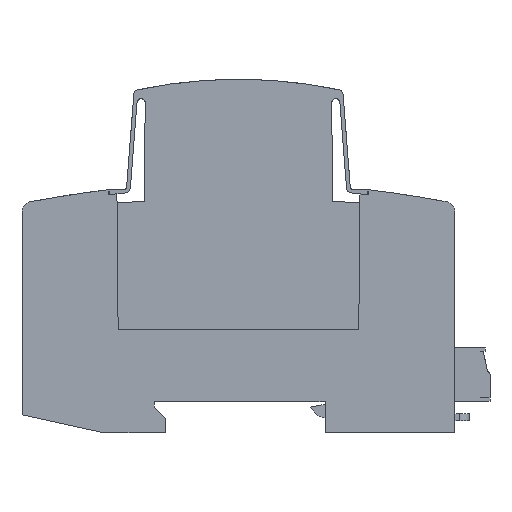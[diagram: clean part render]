
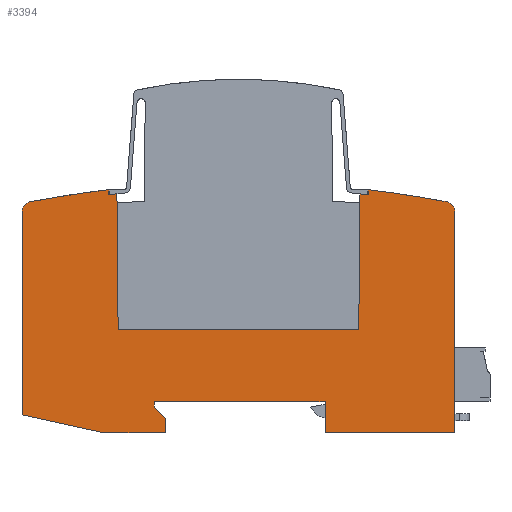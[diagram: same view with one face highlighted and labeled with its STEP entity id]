
A CAD part, left-side view. The second image highlights one B-rep face of the part: STEP entity #3394.
In plain terms, the highlighted planar face has unit normal (-1, 0, 0).
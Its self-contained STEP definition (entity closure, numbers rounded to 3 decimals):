
#3394=ADVANCED_FACE('',(#6868),#6869,.F.);
#6868=FACE_OUTER_BOUND('',#10777,.T.);
#6869=PLANE('',#10778);
#10777=EDGE_LOOP('',(#21992,#21993,#21994,#21995,#21996,#21997,#21998,#21999,#22000,#22001,#22002,#22003,#22004,#22005,#22006,#22007,#22008,#22009,#22010,#22011,#22012,#22013,#22014,#22015,#22016));
#10778=AXIS2_PLACEMENT_3D('',#22017,#22018,#22019);
#21992=ORIENTED_EDGE('',*,*,#25697,.F.);
#21993=ORIENTED_EDGE('',*,*,#27420,.T.);
#21994=ORIENTED_EDGE('',*,*,#25679,.F.);
#21995=ORIENTED_EDGE('',*,*,#27424,.T.);
#21996=ORIENTED_EDGE('',*,*,#27428,.T.);
#21997=ORIENTED_EDGE('',*,*,#27432,.F.);
#21998=ORIENTED_EDGE('',*,*,#27436,.F.);
#21999=ORIENTED_EDGE('',*,*,#27440,.F.);
#22000=ORIENTED_EDGE('',*,*,#27444,.F.);
#22001=ORIENTED_EDGE('',*,*,#27448,.F.);
#22002=ORIENTED_EDGE('',*,*,#27452,.F.);
#22003=ORIENTED_EDGE('',*,*,#27456,.F.);
#22004=ORIENTED_EDGE('',*,*,#27460,.F.);
#22005=ORIENTED_EDGE('',*,*,#27463,.F.);
#22006=ORIENTED_EDGE('',*,*,#24060,.F.);
#22007=ORIENTED_EDGE('',*,*,#27466,.F.);
#22008=ORIENTED_EDGE('',*,*,#24409,.F.);
#22009=ORIENTED_EDGE('',*,*,#27470,.F.);
#22010=ORIENTED_EDGE('',*,*,#27474,.F.);
#22011=ORIENTED_EDGE('',*,*,#27478,.T.);
#22012=ORIENTED_EDGE('',*,*,#27482,.T.);
#22013=ORIENTED_EDGE('',*,*,#27486,.F.);
#22014=ORIENTED_EDGE('',*,*,#27490,.F.);
#22015=ORIENTED_EDGE('',*,*,#27493,.F.);
#22016=ORIENTED_EDGE('',*,*,#27496,.T.);
#22017=CARTESIAN_POINT('',(-36.0,44.676,22.202));
#22018=DIRECTION('',(1.0,0.0,0.));
#22019=DIRECTION('',(0.,0.0,-1.0));
#24060=EDGE_CURVE('',#30900,#30902,#30903,.T.);
#24409=EDGE_CURVE('',#31475,#31477,#31478,.T.);
#25679=EDGE_CURVE('',#33277,#33279,#33280,.T.);
#25697=EDGE_CURVE('',#33311,#33313,#33314,.T.);
#27420=EDGE_CURVE('',#33311,#33279,#35692,.T.);
#27424=EDGE_CURVE('',#33277,#35696,#35698,.T.);
#27428=EDGE_CURVE('',#35696,#35702,#35704,.T.);
#27432=EDGE_CURVE('',#35708,#35702,#35710,.T.);
#27436=EDGE_CURVE('',#35714,#35708,#35716,.T.);
#27440=EDGE_CURVE('',#35720,#35714,#35722,.T.);
#27444=EDGE_CURVE('',#35726,#35720,#35728,.T.);
#27448=EDGE_CURVE('',#35732,#35726,#35734,.T.);
#27452=EDGE_CURVE('',#35738,#35732,#35740,.T.);
#27456=EDGE_CURVE('',#35744,#35738,#35746,.T.);
#27460=EDGE_CURVE('',#35750,#35744,#35752,.T.);
#27463=EDGE_CURVE('',#30902,#35750,#35755,.T.);
#27466=EDGE_CURVE('',#31477,#30900,#35758,.T.);
#27470=EDGE_CURVE('',#35762,#31475,#35764,.T.);
#27474=EDGE_CURVE('',#35768,#35762,#35770,.T.);
#27478=EDGE_CURVE('',#35768,#35774,#35776,.T.);
#27482=EDGE_CURVE('',#35774,#35780,#35782,.T.);
#27486=EDGE_CURVE('',#35786,#35780,#35788,.T.);
#27490=EDGE_CURVE('',#35792,#35786,#35794,.T.);
#27493=EDGE_CURVE('',#35796,#35792,#35798,.T.);
#27496=EDGE_CURVE('',#35796,#33313,#35801,.T.);
#30900=VERTEX_POINT('',#44096);
#30902=VERTEX_POINT('',#44099);
#30903=LINE('',#44100,#44101);
#31475=VERTEX_POINT('',#45340);
#31477=VERTEX_POINT('',#45343);
#31478=LINE('',#45344,#45345);
#33277=VERTEX_POINT('',#48278);
#33279=VERTEX_POINT('',#48281);
#33280=LINE('',#48282,#48283);
#33311=VERTEX_POINT('',#48329);
#33313=VERTEX_POINT('',#48332);
#33314=LINE('',#48333,#48334);
#35692=LINE('',#52270,#52271);
#35696=VERTEX_POINT('',#52276);
#35698=LINE('',#52279,#52280);
#35702=VERTEX_POINT('',#52285);
#35704=LINE('',#52288,#52289);
#35708=VERTEX_POINT('',#52293);
#35710=CIRCLE('',#52296,230.);
#35714=VERTEX_POINT('',#52300);
#35716=CIRCLE('',#52303,2.);
#35720=VERTEX_POINT('',#52308);
#35722=LINE('',#52311,#52312);
#35726=VERTEX_POINT('',#52317);
#35728=LINE('',#52320,#52321);
#35732=VERTEX_POINT('',#52326);
#35734=LINE('',#52329,#52330);
#35738=VERTEX_POINT('',#52335);
#35740=LINE('',#52338,#52339);
#35744=VERTEX_POINT('',#52344);
#35746=LINE('',#52347,#52348);
#35750=VERTEX_POINT('',#52353);
#35752=LINE('',#52356,#52357);
#35755=LINE('',#52361,#52362);
#35758=LINE('',#52366,#52367);
#35762=VERTEX_POINT('',#52371);
#35764=CIRCLE('',#52374,2.);
#35768=VERTEX_POINT('',#52378);
#35770=CIRCLE('',#52381,230.);
#35774=VERTEX_POINT('',#52386);
#35776=LINE('',#52389,#52390);
#35780=VERTEX_POINT('',#52395);
#35782=LINE('',#52398,#52399);
#35786=VERTEX_POINT('',#52404);
#35788=LINE('',#52407,#52408);
#35792=VERTEX_POINT('',#52413);
#35794=LINE('',#52416,#52417);
#35796=VERTEX_POINT('',#52419);
#35798=LINE('',#52422,#52423);
#35801=LINE('',#52427,#52428);
#44096=CARTESIAN_POINT('',(-36.0,27.0,0.));
#44099=CARTESIAN_POINT('',(-36.0,27.0,6.5));
#44100=CARTESIAN_POINT('',(-36.0,27.0,0.));
#44101=VECTOR('',#55374,1.0);
#45340=CARTESIAN_POINT('',(-36.0,0.0,46.028));
#45343=CARTESIAN_POINT('',(-36.0,0.0,0.));
#45344=CARTESIAN_POINT('',(-36.0,0.0,46.028));
#45345=VECTOR('',#55631,1.0);
#48278=CARTESIAN_POINT('',(-36.0,72.0,49.5));
#48281=CARTESIAN_POINT('',(-36.0,70.26,49.676));
#48282=CARTESIAN_POINT('',(-36.0,72.0,49.5));
#48283=VECTOR('',#56848,1.0);
#48329=CARTESIAN_POINT('',(-36.0,70.26,49.26));
#48332=CARTESIAN_POINT('',(-36.0,70.018,21.5));
#48333=CARTESIAN_POINT('',(-36.0,70.26,49.26));
#48334=VECTOR('',#56865,1.0);
#52270=CARTESIAN_POINT('',(-36.0,70.26,49.26));
#52271=VECTOR('',#58577,1.0);
#52276=CARTESIAN_POINT('',(-36.0,72.0,50.5));
#52279=CARTESIAN_POINT('',(-36.0,72.0,49.5));
#52280=VECTOR('',#58580,1.0);
#52285=CARTESIAN_POINT('',(-36.0,72.25,50.5));
#52288=CARTESIAN_POINT('',(-36.0,72.0,50.5));
#52289=VECTOR('',#58583,1.0);
#52293=CARTESIAN_POINT('',(-36.0,88.377,47.993));
#52296=AXIS2_PLACEMENT_3D('',#58588,#58589,#58590);
#52300=CARTESIAN_POINT('',(-36.0,90.0,46.028));
#52303=AXIS2_PLACEMENT_3D('',#58595,#58596,#58597);
#52308=CARTESIAN_POINT('',(-36.0,90.0,3.719));
#52311=CARTESIAN_POINT('',(-36.0,90.0,3.719));
#52312=VECTOR('',#58600,1.0);
#52317=CARTESIAN_POINT('',(-36.0,73.0,0.));
#52320=CARTESIAN_POINT('',(-36.0,73.0,0.));
#52321=VECTOR('',#58603,1.0);
#52326=CARTESIAN_POINT('',(-36.0,60.2,0.));
#52329=CARTESIAN_POINT('',(-36.0,60.2,0.));
#52330=VECTOR('',#58606,1.0);
#52335=CARTESIAN_POINT('',(-36.0,60.2,3.));
#52338=CARTESIAN_POINT('',(-36.0,60.2,3.));
#52339=VECTOR('',#58609,1.0);
#52344=CARTESIAN_POINT('',(-36.0,62.5,5.3));
#52347=CARTESIAN_POINT('',(-36.0,62.5,5.3));
#52348=VECTOR('',#58612,1.0);
#52353=CARTESIAN_POINT('',(-36.0,62.5,6.5));
#52356=CARTESIAN_POINT('',(-36.0,62.5,6.5));
#52357=VECTOR('',#58615,1.0);
#52361=CARTESIAN_POINT('',(-36.0,27.0,6.5));
#52362=VECTOR('',#58617,1.0);
#52366=CARTESIAN_POINT('',(-36.0,0.0,0.));
#52367=VECTOR('',#58619,1.0);
#52371=CARTESIAN_POINT('',(-36.0,1.623,47.993));
#52374=AXIS2_PLACEMENT_3D('',#58624,#58625,#58626);
#52378=CARTESIAN_POINT('',(-36.0,17.75,50.5));
#52381=AXIS2_PLACEMENT_3D('',#58631,#58632,#58633);
#52386=CARTESIAN_POINT('',(-36.0,18.0,50.5));
#52389=CARTESIAN_POINT('',(-36.0,17.75,50.5));
#52390=VECTOR('',#58636,1.0);
#52395=CARTESIAN_POINT('',(-36.0,18.0,49.5));
#52398=CARTESIAN_POINT('',(-36.0,18.0,50.5));
#52399=VECTOR('',#58639,1.0);
#52404=CARTESIAN_POINT('',(-36.0,19.74,49.67));
#52407=CARTESIAN_POINT('',(-36.0,19.74,49.67));
#52408=VECTOR('',#58642,1.0);
#52413=CARTESIAN_POINT('',(-36.0,19.74,49.26));
#52416=CARTESIAN_POINT('',(-36.0,19.74,49.26));
#52417=VECTOR('',#58645,1.0);
#52419=CARTESIAN_POINT('',(-36.0,19.982,21.5));
#52422=CARTESIAN_POINT('',(-36.0,19.982,21.5));
#52423=VECTOR('',#58647,1.0);
#52427=CARTESIAN_POINT('',(-36.0,19.982,21.5));
#52428=VECTOR('',#58649,1.0);
#55374=DIRECTION('',(0.,0.0,1.0));
#55631=DIRECTION('',(0.,0.0,-1.0));
#56848=DIRECTION('',(0.,-0.995,0.101));
#56865=DIRECTION('',(0.,-0.009,-1.));
#58577=DIRECTION('',(0.,0.0,1.0));
#58580=DIRECTION('',(0.,0.0,1.0));
#58583=DIRECTION('',(0.0,1.0,0.0));
#58588=CARTESIAN_POINT('',(-36.0,45.,-177.88));
#58589=DIRECTION('',(1.0,0.0,0.));
#58590=DIRECTION('',(0.,0.0,-1.0));
#58595=CARTESIAN_POINT('',(-36.0,88.,46.028));
#58596=DIRECTION('',(1.0,0.0,0.));
#58597=DIRECTION('',(0.,0.0,-1.0));
#58600=DIRECTION('',(0.,0.0,1.0));
#58603=DIRECTION('',(0.,0.977,0.214));
#58606=DIRECTION('',(0.0,1.0,0.0));
#58609=DIRECTION('',(0.,0.0,-1.0));
#58612=DIRECTION('',(0.,-0.707,-0.707));
#58615=DIRECTION('',(0.,0.0,-1.0));
#58617=DIRECTION('',(0.0,1.0,0.0));
#58619=DIRECTION('',(0.0,1.0,0.0));
#58624=CARTESIAN_POINT('',(-36.0,2.,46.028));
#58625=DIRECTION('',(1.0,0.0,0.));
#58626=DIRECTION('',(0.,0.0,-1.0));
#58631=CARTESIAN_POINT('',(-36.0,45.,-177.88));
#58632=DIRECTION('',(1.0,0.0,0.));
#58633=DIRECTION('',(0.,0.0,-1.0));
#58636=DIRECTION('',(0.0,1.0,0.0));
#58639=DIRECTION('',(0.,0.0,-1.0));
#58642=DIRECTION('',(0.,-0.995,-0.097));
#58645=DIRECTION('',(0.,0.0,1.0));
#58647=DIRECTION('',(0.,-0.009,1.));
#58649=DIRECTION('',(0.0,1.0,0.0));
